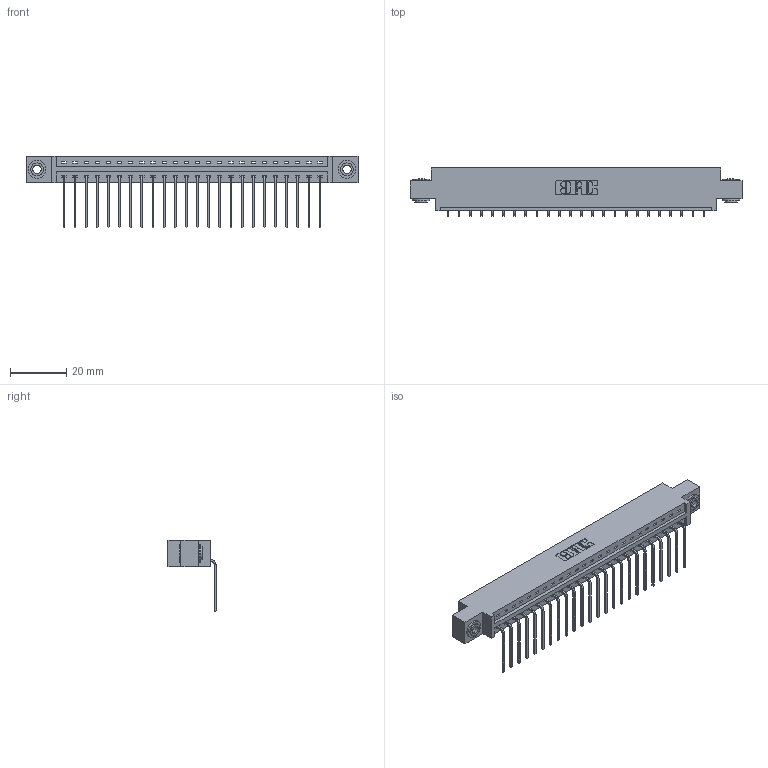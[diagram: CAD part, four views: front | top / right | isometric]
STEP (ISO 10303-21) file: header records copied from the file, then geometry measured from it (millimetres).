
FILE_DESCRIPTION (( 'STEP AP203' ), '1' );
FILE_NAME ('387-024-559-603.STEP', '2018-09-15T13:50:10', ( '' ), ( '' ), 'SwSTEP 2.0', 'SolidWorks 2016', '' );
FILE_SCHEMA (( 'CONFIG_CONTROL_DESIGN' ));
Length unit declared in the file: inch
Products named in the file (4): 345-292-001_558 559 Tail - 1; 345-250-002_345-250-002-102; 387-024-559-603; 337 Part_0.170 Offset - 0.156 Dia-TH
Assembly tree (27 placements, depth 2):
  387-024-559-603
    337 Part_0.170 Offset - 0.156 Dia-TH
    345-292-001_558 559 Tail - 1  x24
    345-250-002_345-250-002-102  x2
Bounding box: 118.11 x 17.09 x 25.53 mm (x, y, z)
Volume: 12032.2 mm3; surface area: 13153.9 mm2
Topology: 27 solids, 27 shells, 1692 faces, 5055 edges, 3334 vertices
Faces by surface type: plane 1236, cylinder 448, cone 8
Entity records: 21034 total; most frequent: CARTESIAN_POINT 3641, ORIENTED_EDGE 3594, DIRECTION 3135, EDGE_CURVE 1797, VECTOR 1645, LINE 1645, VERTEX_POINT 1194, AXIS2_PLACEMENT_3D 745
